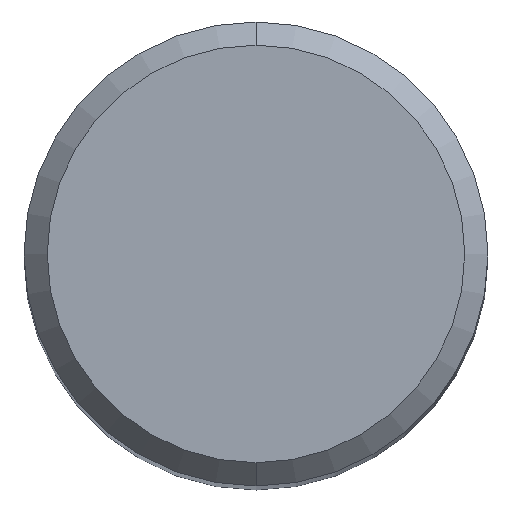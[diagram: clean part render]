
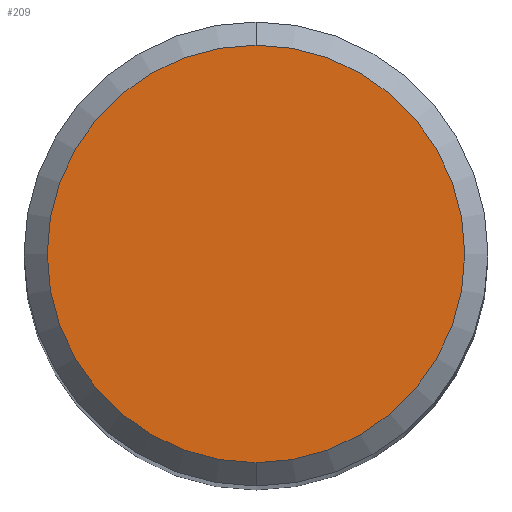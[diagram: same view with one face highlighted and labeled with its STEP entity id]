
A CAD part, top view. The second image highlights one B-rep face of the part: STEP entity #209.
In plain terms, the highlighted planar face has unit normal (0, 0, 1).
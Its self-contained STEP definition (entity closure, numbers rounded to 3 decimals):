
#101=VERTEX_POINT('',#252);
#105=VERTEX_POINT('',#256);
#147=EDGE_CURVE('',#105,#101,#302,.T.);
#209=ADVANCED_FACE('',(#374),#375,.T.);
#225=EDGE_CURVE('',#101,#105,#393,.T.);
#252=CARTESIAN_POINT('',(0.0,3.6,0.0));
#256=CARTESIAN_POINT('',(0.,-3.6,0.0));
#302=CIRCLE('',#478,3.6);
#374=FACE_OUTER_BOUND('',#565,.T.);
#375=PLANE('',#566);
#393=CIRCLE('',#592,3.6);
#478=AXIS2_PLACEMENT_3D('',#648,#649,#650);
#565=EDGE_LOOP('',(#759,#760));
#566=AXIS2_PLACEMENT_3D('',#761,#762,#763);
#592=AXIS2_PLACEMENT_3D('',#786,#787,#788);
#648=CARTESIAN_POINT('',(0.0,0.0,0.0));
#649=DIRECTION('',(0.0,0.0,-1.0));
#650=DIRECTION('',(0.0,1.0,0.0));
#759=ORIENTED_EDGE('',*,*,#225,.F.);
#760=ORIENTED_EDGE('',*,*,#147,.F.);
#761=CARTESIAN_POINT('',(0.0,1.8,0.0));
#762=DIRECTION('',(-0.0,0.0,1.0));
#763=DIRECTION('',(0.0,-1.0,0.0));
#786=CARTESIAN_POINT('',(0.0,0.0,0.0));
#787=DIRECTION('',(0.0,0.0,-1.0));
#788=DIRECTION('',(0.0,1.0,0.0));
